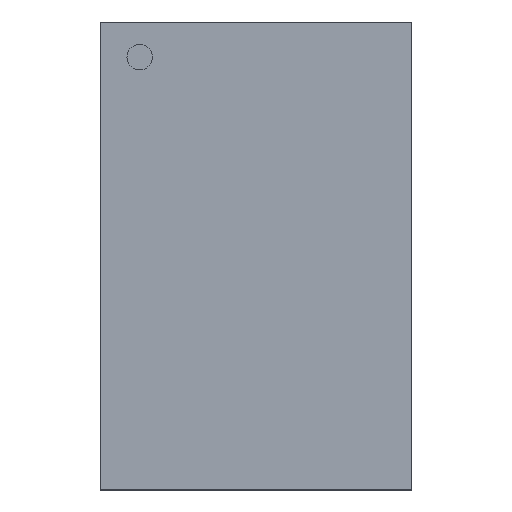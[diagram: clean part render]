
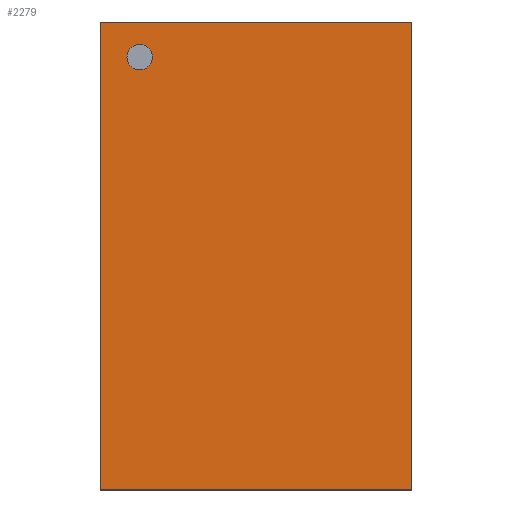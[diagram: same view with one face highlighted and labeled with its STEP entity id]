
A CAD part, top view. The second image highlights one B-rep face of the part: STEP entity #2279.
In plain terms, the highlighted planar face has unit normal (0, 0, 1).
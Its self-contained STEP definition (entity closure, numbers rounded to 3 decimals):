
#21=CIRCLE('',#2378,0.065);
#311=ORIENTED_EDGE('',*,*,#619,.T.);
#312=ORIENTED_EDGE('',*,*,#612,.T.);
#313=ORIENTED_EDGE('',*,*,#615,.T.);
#314=ORIENTED_EDGE('',*,*,#617,.T.);
#315=ORIENTED_EDGE('',*,*,#618,.T.);
#612=EDGE_CURVE('',#790,#789,#976,.T.);
#615=EDGE_CURVE('',#789,#791,#979,.T.);
#617=EDGE_CURVE('',#791,#792,#981,.T.);
#618=EDGE_CURVE('',#792,#790,#982,.T.);
#619=EDGE_CURVE('',#793,#793,#21,.T.);
#789=VERTEX_POINT('',#3143);
#790=VERTEX_POINT('',#3145);
#791=VERTEX_POINT('',#3149);
#792=VERTEX_POINT('',#3153);
#793=VERTEX_POINT('',#3159);
#976=LINE('',#3144,#1192);
#979=LINE('',#3150,#1195);
#981=LINE('',#3154,#1197);
#982=LINE('',#3156,#1198);
#1192=VECTOR('',#2676,1000.);
#1195=VECTOR('',#2681,1000.);
#1197=VECTOR('',#2685,1000.);
#1198=VECTOR('',#2688,1000.);
#1327=EDGE_LOOP('',(#311));
#1328=EDGE_LOOP('',(#312,#313,#314,#315));
#1439=FACE_BOUND('',#1327,.T.);
#1440=FACE_BOUND('',#1328,.T.);
#1534=PLANE('',#2377);
#2279=ADVANCED_FACE('',(#1439,#1440),#1534,.T.);
#2377=AXIS2_PLACEMENT_3D('',#3157,#2689,#2690);
#2378=AXIS2_PLACEMENT_3D('',#3158,#2691,#2692);
#2676=DIRECTION('',(1.,0.,0.));
#2681=DIRECTION('',(0.,1.,0.));
#2685=DIRECTION('',(-1.,0.,0.));
#2688=DIRECTION('',(0.,-1.,0.));
#2689=DIRECTION('',(0.,0.,1.));
#2690=DIRECTION('',(1.,0.,0.));
#2691=DIRECTION('',(0.,0.,-1.));
#2692=DIRECTION('',(1.,0.,0.));
#3143=CARTESIAN_POINT('',(0.8,-1.2,0.47));
#3144=CARTESIAN_POINT('',(-0.8,-1.2,0.47));
#3145=CARTESIAN_POINT('',(-0.8,-1.2,0.47));
#3149=CARTESIAN_POINT('',(0.8,1.2,0.47));
#3150=CARTESIAN_POINT('',(0.8,-1.2,0.47));
#3153=CARTESIAN_POINT('',(-0.8,1.2,0.47));
#3154=CARTESIAN_POINT('',(0.8,1.2,0.47));
#3156=CARTESIAN_POINT('',(-0.8,1.2,0.47));
#3157=CARTESIAN_POINT('',(0.,0.,0.47));
#3158=CARTESIAN_POINT('',(-0.597,1.02,0.47));
#3159=CARTESIAN_POINT('',(-0.531,1.02,0.47));
